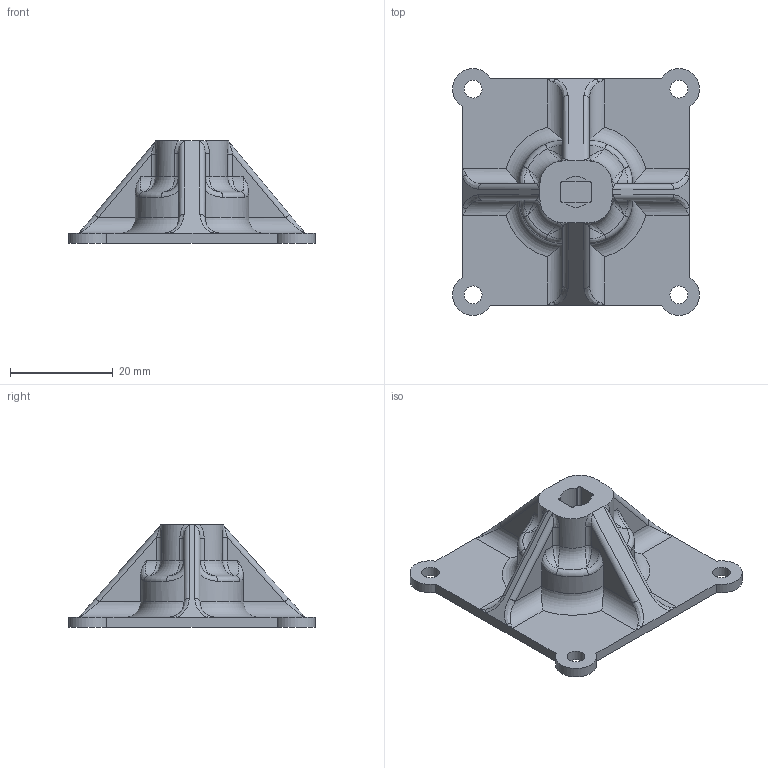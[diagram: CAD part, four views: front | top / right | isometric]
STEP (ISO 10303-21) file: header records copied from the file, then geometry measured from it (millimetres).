
FILE_DESCRIPTION(('STEP AP242'), '1');
FILE_NAME('camera_mount', '', ('UNSPECIFIED'), ('UNSPECIFIED'), 'C3D Converter', 'C3D Toolkit', '');
FILE_SCHEMA(('AP242_MANAGED_MODEL_BASED_3D_ENGINEERING_MIM_LF { 1 0 10303 442 1 1 4 }'));
Length unit declared in the file: millimetre
Bounding box: 48 x 48 x 20 mm (x, y, z)
Volume: 10082.7 mm3; surface area: 6113.3 mm2
Topology: 1 solids, 1 shells, 135 faces, 340 edges, 192 vertices
Faces by surface type: cylinder 54, bspline 40, plane 29, torus 12
Full cylindrical faces by diameter (mm): 3.5 x4
Entity records: 7227 total; most frequent: CARTESIAN_POINT 4401, ORIENTED_EDGE 640, DIRECTION 492, EDGE_CURVE 320, VERTEX_POINT 192, AXIS2_PLACEMENT_3D 184, EDGE_LOOP 148, FACE_BOUND 140
